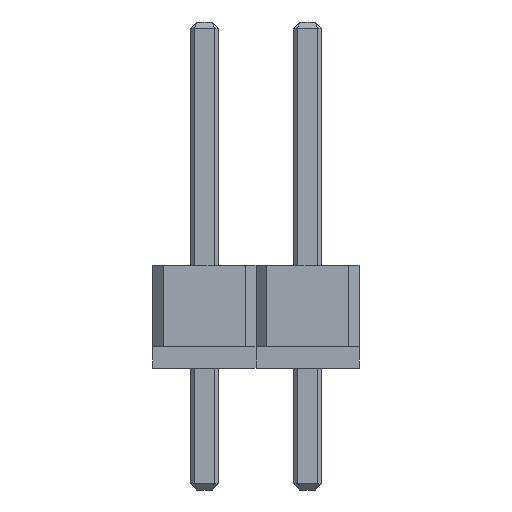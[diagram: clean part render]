
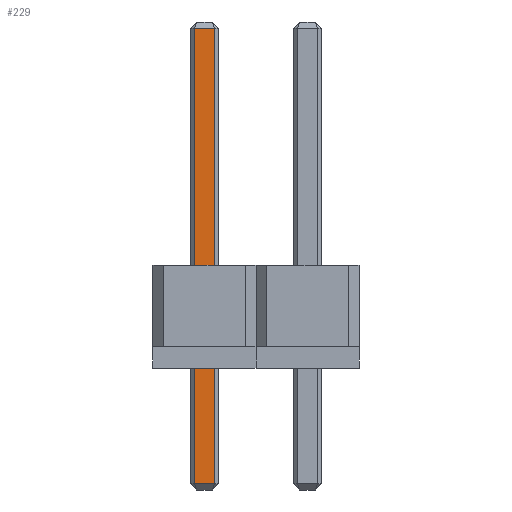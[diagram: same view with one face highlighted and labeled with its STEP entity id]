
A CAD part, front view. The second image highlights one B-rep face of the part: STEP entity #229.
In plain terms, the highlighted planar face has unit normal (0, -1, 0).
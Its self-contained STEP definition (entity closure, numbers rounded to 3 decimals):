
#63 = VERTEX_POINT('',#64);
#64 = CARTESIAN_POINT('',(-0.251,-0.34,8.39));
#70 = EDGE_CURVE('',#71,#63,#73,.T.);
#71 = VERTEX_POINT('',#72);
#72 = CARTESIAN_POINT('',(-0.251,-0.34,-2.85));
#73 = LINE('',#74,#75);
#74 = CARTESIAN_POINT('',(-0.251,-0.34,-3.));
#75 = VECTOR('',#76,1.);
#76 = DIRECTION('',(0.,0.,1.));
#229 = ADVANCED_FACE('',(#230),#255,.T.);
#230 = FACE_BOUND('',#231,.T.);
#231 = EDGE_LOOP('',(#232,#242,#248,#249));
#232 = ORIENTED_EDGE('',*,*,#233,.T.);
#233 = EDGE_CURVE('',#234,#236,#238,.T.);
#234 = VERTEX_POINT('',#235);
#235 = CARTESIAN_POINT('',(0.251,-0.34,-2.85));
#236 = VERTEX_POINT('',#237);
#237 = CARTESIAN_POINT('',(0.251,-0.34,8.39));
#238 = LINE('',#239,#240);
#239 = CARTESIAN_POINT('',(0.251,-0.34,-3.));
#240 = VECTOR('',#241,1.);
#241 = DIRECTION('',(0.,0.,1.));
#242 = ORIENTED_EDGE('',*,*,#243,.T.);
#243 = EDGE_CURVE('',#236,#63,#244,.T.);
#244 = LINE('',#245,#246);
#245 = CARTESIAN_POINT('',(0.251,-0.34,8.39));
#246 = VECTOR('',#247,1.);
#247 = DIRECTION('',(-1.,0.,0.));
#248 = ORIENTED_EDGE('',*,*,#70,.F.);
#249 = ORIENTED_EDGE('',*,*,#250,.F.);
#250 = EDGE_CURVE('',#234,#71,#251,.T.);
#251 = LINE('',#252,#253);
#252 = CARTESIAN_POINT('',(0.251,-0.34,-2.85));
#253 = VECTOR('',#254,1.);
#254 = DIRECTION('',(-1.,0.,0.));
#255 = PLANE('',#256);
#256 = AXIS2_PLACEMENT_3D('',#257,#258,#259);
#257 = CARTESIAN_POINT('',(0.251,-0.34,-3.));
#258 = DIRECTION('',(0.,-1.,0.));
#259 = DIRECTION('',(-1.,0.,0.));
